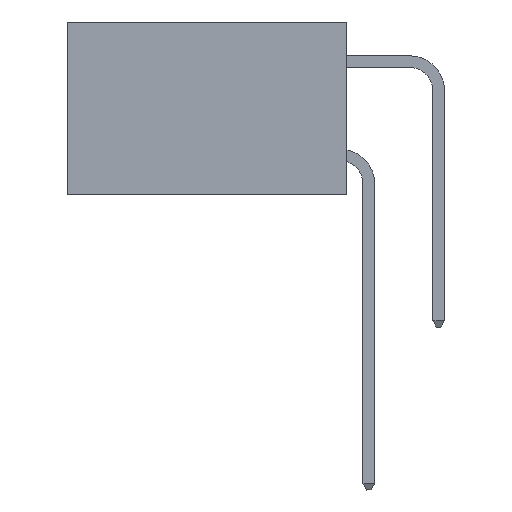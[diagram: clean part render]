
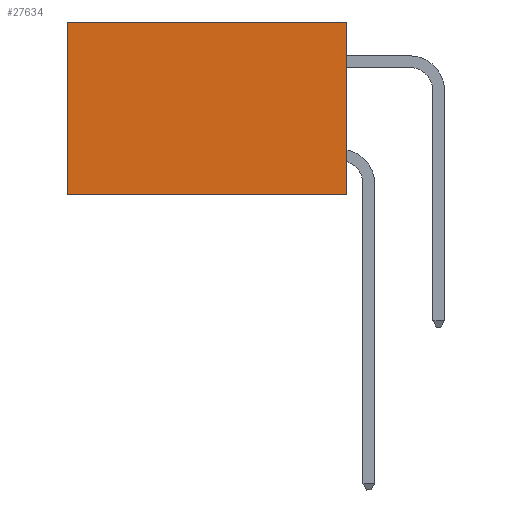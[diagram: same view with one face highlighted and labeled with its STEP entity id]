
A CAD part, left-side view. The second image highlights one B-rep face of the part: STEP entity #27634.
In plain terms, the highlighted planar face has unit normal (-1, 0, 0).
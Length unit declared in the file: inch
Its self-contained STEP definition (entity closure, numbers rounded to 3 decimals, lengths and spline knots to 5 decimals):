
#430 = CARTESIAN_POINT ( 'NONE',  ( 0.2875, 0.6, 0. ) ) ;
#1909 = DIRECTION ( 'NONE',  ( 1., 0., 0. ) ) ;
#4615 = CARTESIAN_POINT ( 'NONE',  ( 0.2875, 0., 0. ) ) ;
#4656 = AXIS2_PLACEMENT_3D ( 'NONE', #9098, #1909, #25150 ) ;
#5256 = ORIENTED_EDGE ( 'NONE', *, *, #25112, .F. ) ;
#6262 = CARTESIAN_POINT ( 'NONE',  ( 0.2875, 0., -0.37 ) ) ;
#7352 = CARTESIAN_POINT ( 'NONE',  ( 0.2875, 0., 0. ) ) ;
#8229 = EDGE_CURVE ( 'NONE', #14784, #22852, #28971, .T. ) ;
#9011 = VERTEX_POINT ( 'NONE', #6262 ) ;
#9098 = CARTESIAN_POINT ( 'NONE',  ( 0.2875, 0., 0. ) ) ;
#10540 = VECTOR ( 'NONE', #20399, 39.37008 ) ;
#12304 = CARTESIAN_POINT ( 'NONE',  ( 0.2875, 0.6, 0. ) ) ;
#13762 = EDGE_CURVE ( 'NONE', #22852, #25591, #29381, .T. ) ;
#14703 = ORIENTED_EDGE ( 'NONE', *, *, #28329, .F. ) ;
#14784 = VERTEX_POINT ( 'NONE', #25286 ) ;
#15151 = VECTOR ( 'NONE', #17344, 39.37008 ) ;
#16501 = DIRECTION ( 'NONE',  ( 0., 0., -1. ) ) ;
#16630 = LINE ( 'NONE', #4615, #10540 ) ;
#16747 = VECTOR ( 'NONE', #25914, 39.37008 ) ;
#17344 = DIRECTION ( 'NONE',  ( 0., 1., 0. ) ) ;
#20399 = DIRECTION ( 'NONE',  ( 0., 0., -1. ) ) ;
#22323 = EDGE_LOOP ( 'NONE', ( #29467, #14703, #5256, #29534 ) ) ;
#22852 = VERTEX_POINT ( 'NONE', #430 ) ;
#23097 = FACE_OUTER_BOUND ( 'NONE', #22323, .T. ) ;
#23236 = VECTOR ( 'NONE', #16501, 39.37008 ) ;
#25112 = EDGE_CURVE ( 'NONE', #14784, #9011, #16630, .T. ) ;
#25150 = DIRECTION ( 'NONE',  ( 0., 0., -1. ) ) ;
#25286 = CARTESIAN_POINT ( 'NONE',  ( 0.2875, 0., 0. ) ) ;
#25591 = VERTEX_POINT ( 'NONE', #29427 ) ;
#25914 = DIRECTION ( 'NONE',  ( 0., 1., 0. ) ) ;
#26482 = CARTESIAN_POINT ( 'NONE',  ( 0.2875, 0., -0.37 ) ) ;
#27634 = ADVANCED_FACE ( 'NONE', ( #23097 ), #29591, .F. ) ;
#27708 = LINE ( 'NONE', #26482, #15151 ) ;
#28329 = EDGE_CURVE ( 'NONE', #9011, #25591, #27708, .T. ) ;
#28971 = LINE ( 'NONE', #7352, #16747 ) ;
#29381 = LINE ( 'NONE', #12304, #23236 ) ;
#29427 = CARTESIAN_POINT ( 'NONE',  ( 0.2875, 0.6, -0.37 ) ) ;
#29467 = ORIENTED_EDGE ( 'NONE', *, *, #13762, .T. ) ;
#29534 = ORIENTED_EDGE ( 'NONE', *, *, #8229, .T. ) ;
#29591 = PLANE ( 'NONE',  #4656 ) ;
